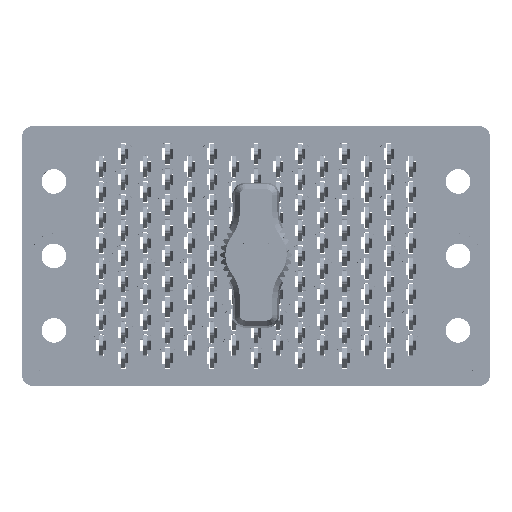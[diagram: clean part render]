
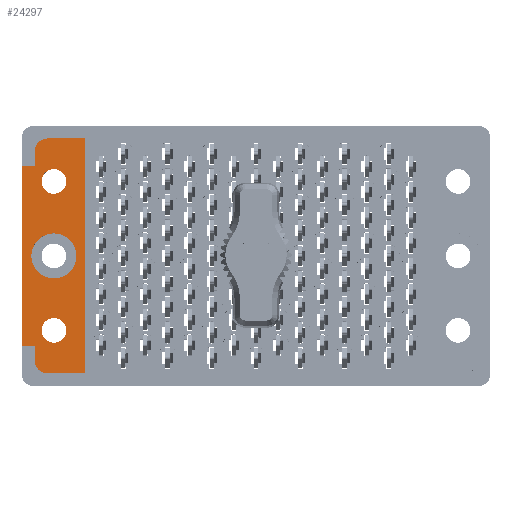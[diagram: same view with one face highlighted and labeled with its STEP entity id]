
A CAD part, top view. The second image highlights one B-rep face of the part: STEP entity #24297.
In plain terms, the highlighted planar face has unit normal (0, 0, 1).
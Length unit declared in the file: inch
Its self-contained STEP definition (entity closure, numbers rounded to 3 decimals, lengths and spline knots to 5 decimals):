
#1367 = AXIS2_PLACEMENT_3D ( 'NONE', #81092, #89423, #58975 ) ;
#1412 = CIRCLE ( 'NONE', #91069, 0.075 ) ;
#1822 = AXIS2_PLACEMENT_3D ( 'NONE', #103086, #86366, #94715 ) ;
#2850 = VECTOR ( 'NONE', #60011, 39.37008 ) ;
#3068 = EDGE_CURVE ( 'NONE', #20661, #24795, #101524, .T. ) ;
#3324 = FACE_BOUND ( 'NONE', #26342, .T. ) ;
#4092 = CIRCLE ( 'NONE', #81245, 0.0725 ) ;
#4310 = EDGE_CURVE ( 'NONE', #19648, #20661, #10761, .T. ) ;
#4825 = CARTESIAN_POINT ( 'NONE',  ( 0., -0.5285, -0.117 ) ) ;
#4893 = ORIENTED_EDGE ( 'NONE', *, *, #4310, .T. ) ;
#4970 = DIRECTION ( 'NONE',  ( 1., 0., 0. ) ) ;
#7218 = FACE_BOUND ( 'NONE', #21926, .T. ) ;
#9057 = ORIENTED_EDGE ( 'NONE', *, *, #22347, .F. ) ;
#10103 = CARTESIAN_POINT ( 'NONE',  ( -1.005, 0.69, -0.117 ) ) ;
#10402 = AXIS2_PLACEMENT_3D ( 'NONE', #90879, #24771, #75306 ) ;
#10761 = LINE ( 'NONE', #15757, #30153 ) ;
#11403 = VECTOR ( 'NONE', #69204, 39.37008 ) ;
#11893 = LINE ( 'NONE', #95113, #54457 ) ;
#12925 = AXIS2_PLACEMENT_3D ( 'NONE', #38823, #46799, #4970 ) ;
#13959 = LINE ( 'NONE', #52538, #99293 ) ;
#15757 = CARTESIAN_POINT ( 'NONE',  ( -1.005, 0.7625, -0.117 ) ) ;
#17940 = CARTESIAN_POINT ( 'NONE',  ( -1.3, 0.615, -0.117 ) ) ;
#18322 = DIRECTION ( 'NONE',  ( 0., 0., 1. ) ) ;
#18787 = FACE_BOUND ( 'NONE', #42454, .T. ) ;
#19105 = VERTEX_POINT ( 'NONE', #66457 ) ;
#19648 = VERTEX_POINT ( 'NONE', #75355 ) ;
#20661 = VERTEX_POINT ( 'NONE', #10103 ) ;
#21027 = CARTESIAN_POINT ( 'NONE',  ( -1.3, 0.5285, -0.117 ) ) ;
#21544 = CARTESIAN_POINT ( 'NONE',  ( -1.055, 0., -0.117 ) ) ;
#21576 = EDGE_CURVE ( 'NONE', #67994, #43867, #42338, .T. ) ;
#21913 = CARTESIAN_POINT ( 'NONE',  ( -1.375, 0.5285, -0.117 ) ) ;
#21926 = EDGE_LOOP ( 'NONE', ( #40671, #40062 ) ) ;
#22347 = EDGE_CURVE ( 'NONE', #19105, #23310, #35747, .T. ) ;
#23310 = VERTEX_POINT ( 'NONE', #60173 ) ;
#24297 = ADVANCED_FACE ( 'NONE', ( #3324, #18787, #7218, #35553 ), #68188, .T. ) ;
#24298 = VERTEX_POINT ( 'NONE', #102579 ) ;
#24372 = CARTESIAN_POINT ( 'NONE',  ( 0., 0.69, -0.117 ) ) ;
#24771 = DIRECTION ( 'NONE',  ( 0., 0., 1. ) ) ;
#24795 = VERTEX_POINT ( 'NONE', #86492 ) ;
#26342 = EDGE_LOOP ( 'NONE', ( #90258, #64574 ) ) ;
#27520 = DIRECTION ( 'NONE',  ( 1., 0., 0. ) ) ;
#27614 = CARTESIAN_POINT ( 'NONE',  ( -1.115, -0.4375, -0.117 ) ) ;
#27843 = EDGE_CURVE ( 'NONE', #46994, #43528, #44193, .T. ) ;
#28183 = ORIENTED_EDGE ( 'NONE', *, *, #21576, .T. ) ;
#29819 = CARTESIAN_POINT ( 'NONE',  ( -1.375, 0.7625, -0.117 ) ) ;
#30153 = VECTOR ( 'NONE', #84528, 39.37008 ) ;
#32399 = EDGE_LOOP ( 'NONE', ( #40149, #74205, #87676, #28183, #68252, #9057, #106748, #38642, #38379, #4893 ) ) ;
#34916 = CARTESIAN_POINT ( 'NONE',  ( 0., 0.5285, -0.117 ) ) ;
#35184 = VERTEX_POINT ( 'NONE', #17940 ) ;
#35239 = CARTESIAN_POINT ( 'NONE',  ( -1.1875, 0.4375, -0.117 ) ) ;
#35553 = FACE_OUTER_BOUND ( 'NONE', #32399, .T. ) ;
#35747 = LINE ( 'NONE', #4825, #38326 ) ;
#36241 = AXIS2_PLACEMENT_3D ( 'NONE', #88171, #89609, #106317 ) ;
#36277 = CARTESIAN_POINT ( 'NONE',  ( -1.225, -0.69, -0.117 ) ) ;
#37511 = VECTOR ( 'NONE', #46390, 39.37008 ) ;
#37513 = EDGE_CURVE ( 'NONE', #43528, #46994, #77496, .T. ) ;
#38326 = VECTOR ( 'NONE', #79534, 39.37008 ) ;
#38379 = ORIENTED_EDGE ( 'NONE', *, *, #64707, .F. ) ;
#38642 = ORIENTED_EDGE ( 'NONE', *, *, #86479, .T. ) ;
#38687 = VERTEX_POINT ( 'NONE', #72621 ) ;
#38823 = CARTESIAN_POINT ( 'NONE',  ( -1.1875, 0., -0.117 ) ) ;
#38950 = CARTESIAN_POINT ( 'NONE',  ( -1.26, 0.4375, -0.117 ) ) ;
#40062 = ORIENTED_EDGE ( 'NONE', *, *, #54388, .F. ) ;
#40149 = ORIENTED_EDGE ( 'NONE', *, *, #3068, .T. ) ;
#40671 = ORIENTED_EDGE ( 'NONE', *, *, #43901, .F. ) ;
#42338 = LINE ( 'NONE', #34916, #11403 ) ;
#42454 = EDGE_LOOP ( 'NONE', ( #77969, #80837 ) ) ;
#43528 = VERTEX_POINT ( 'NONE', #38950 ) ;
#43597 = DIRECTION ( 'NONE',  ( 0., 0., 1. ) ) ;
#43867 = VERTEX_POINT ( 'NONE', #21913 ) ;
#43901 = EDGE_CURVE ( 'NONE', #96987, #24298, #99363, .T. ) ;
#44193 = CIRCLE ( 'NONE', #10402, 0.0725 ) ;
#44878 = CIRCLE ( 'NONE', #1822, 0.075 ) ;
#46390 = DIRECTION ( 'NONE',  ( 0., -1., 0. ) ) ;
#46688 = LINE ( 'NONE', #68340, #2850 ) ;
#46799 = DIRECTION ( 'NONE',  ( 0., 0., 1. ) ) ;
#46994 = VERTEX_POINT ( 'NONE', #55906 ) ;
#48124 = VERTEX_POINT ( 'NONE', #80949 ) ;
#48496 = VECTOR ( 'NONE', #48915, 39.37008 ) ;
#48915 = DIRECTION ( 'NONE',  ( -1., 0., 0. ) ) ;
#51144 = CARTESIAN_POINT ( 'NONE',  ( -1.1875, -0.4375, -0.117 ) ) ;
#52339 = EDGE_CURVE ( 'NONE', #43867, #23310, #65918, .T. ) ;
#52538 = CARTESIAN_POINT ( 'NONE',  ( -1.3, 0., -0.117 ) ) ;
#54388 = EDGE_CURVE ( 'NONE', #24298, #96987, #103011, .T. ) ;
#54457 = VECTOR ( 'NONE', #103484, 39.37008 ) ;
#55906 = CARTESIAN_POINT ( 'NONE',  ( -1.115, 0.4375, -0.117 ) ) ;
#58468 = EDGE_CURVE ( 'NONE', #89063, #38687, #4092, .T. ) ;
#58975 = DIRECTION ( 'NONE',  ( 1., 0., 0. ) ) ;
#60011 = DIRECTION ( 'NONE',  ( 0., -1., 0. ) ) ;
#60050 = EDGE_CURVE ( 'NONE', #24795, #35184, #1412, .T. ) ;
#60119 = DIRECTION ( 'NONE',  ( 1., 0., 0. ) ) ;
#60173 = CARTESIAN_POINT ( 'NONE',  ( -1.375, -0.5285, -0.117 ) ) ;
#64574 = ORIENTED_EDGE ( 'NONE', *, *, #27843, .F. ) ;
#64707 = EDGE_CURVE ( 'NONE', #19648, #73228, #11893, .T. ) ;
#65918 = LINE ( 'NONE', #29819, #37511 ) ;
#66457 = CARTESIAN_POINT ( 'NONE',  ( -1.3, -0.5285, -0.117 ) ) ;
#67032 = EDGE_CURVE ( 'NONE', #35184, #67994, #13959, .T. ) ;
#67994 = VERTEX_POINT ( 'NONE', #21027 ) ;
#68188 = PLANE ( 'NONE',  #83468 ) ;
#68252 = ORIENTED_EDGE ( 'NONE', *, *, #52339, .T. ) ;
#68340 = CARTESIAN_POINT ( 'NONE',  ( -1.3, 0., -0.117 ) ) ;
#69204 = DIRECTION ( 'NONE',  ( -1., 0., 0. ) ) ;
#72621 = CARTESIAN_POINT ( 'NONE',  ( -1.26, -0.4375, -0.117 ) ) ;
#73228 = VERTEX_POINT ( 'NONE', #36277 ) ;
#74205 = ORIENTED_EDGE ( 'NONE', *, *, #60050, .T. ) ;
#75306 = DIRECTION ( 'NONE',  ( 1., 0., 0. ) ) ;
#75355 = CARTESIAN_POINT ( 'NONE',  ( -1.005, -0.69, -0.117 ) ) ;
#76987 = CARTESIAN_POINT ( 'NONE',  ( -1.225, 0.615, -0.117 ) ) ;
#77496 = CIRCLE ( 'NONE', #99686, 0.0725 ) ;
#77538 = CIRCLE ( 'NONE', #36241, 0.0725 ) ;
#77969 = ORIENTED_EDGE ( 'NONE', *, *, #84910, .F. ) ;
#79534 = DIRECTION ( 'NONE',  ( -1., 0., 0. ) ) ;
#80837 = ORIENTED_EDGE ( 'NONE', *, *, #58468, .F. ) ;
#80949 = CARTESIAN_POINT ( 'NONE',  ( -1.3, -0.615, -0.117 ) ) ;
#81092 = CARTESIAN_POINT ( 'NONE',  ( -1.1875, 0., -0.117 ) ) ;
#81245 = AXIS2_PLACEMENT_3D ( 'NONE', #51144, #18322, #93783 ) ;
#83272 = DIRECTION ( 'NONE',  ( 0., 0., 1. ) ) ;
#83468 = AXIS2_PLACEMENT_3D ( 'NONE', #84797, #43597, #85869 ) ;
#84350 = DIRECTION ( 'NONE',  ( 0., -1., 0. ) ) ;
#84528 = DIRECTION ( 'NONE',  ( 0., 1., 0. ) ) ;
#84797 = CARTESIAN_POINT ( 'NONE',  ( -1.375, -0.7625, -0.117 ) ) ;
#84910 = EDGE_CURVE ( 'NONE', #38687, #89063, #77538, .T. ) ;
#85869 = DIRECTION ( 'NONE',  ( 1., 0., 0. ) ) ;
#86366 = DIRECTION ( 'NONE',  ( 0., 0., 1. ) ) ;
#86479 = EDGE_CURVE ( 'NONE', #48124, #73228, #44878, .T. ) ;
#86492 = CARTESIAN_POINT ( 'NONE',  ( -1.225, 0.69, -0.117 ) ) ;
#87676 = ORIENTED_EDGE ( 'NONE', *, *, #67032, .T. ) ;
#88171 = CARTESIAN_POINT ( 'NONE',  ( -1.1875, -0.4375, -0.117 ) ) ;
#89063 = VERTEX_POINT ( 'NONE', #27614 ) ;
#89423 = DIRECTION ( 'NONE',  ( 0., 0., 1. ) ) ;
#89609 = DIRECTION ( 'NONE',  ( 0., 0., 1. ) ) ;
#90258 = ORIENTED_EDGE ( 'NONE', *, *, #37513, .F. ) ;
#90879 = CARTESIAN_POINT ( 'NONE',  ( -1.1875, 0.4375, -0.117 ) ) ;
#91069 = AXIS2_PLACEMENT_3D ( 'NONE', #76987, #92542, #27520 ) ;
#92542 = DIRECTION ( 'NONE',  ( 0., 0., 1. ) ) ;
#93783 = DIRECTION ( 'NONE',  ( 1., 0., 0. ) ) ;
#94715 = DIRECTION ( 'NONE',  ( 1., 0., 0. ) ) ;
#95113 = CARTESIAN_POINT ( 'NONE',  ( 0., -0.69, -0.117 ) ) ;
#96987 = VERTEX_POINT ( 'NONE', #21544 ) ;
#99293 = VECTOR ( 'NONE', #84350, 39.37008 ) ;
#99363 = CIRCLE ( 'NONE', #12925, 0.1325 ) ;
#99686 = AXIS2_PLACEMENT_3D ( 'NONE', #35239, #83272, #60119 ) ;
#101524 = LINE ( 'NONE', #24372, #48496 ) ;
#102579 = CARTESIAN_POINT ( 'NONE',  ( -1.32, 0., -0.117 ) ) ;
#103011 = CIRCLE ( 'NONE', #1367, 0.1325 ) ;
#103086 = CARTESIAN_POINT ( 'NONE',  ( -1.225, -0.615, -0.117 ) ) ;
#103484 = DIRECTION ( 'NONE',  ( -1., 0., 0. ) ) ;
#106317 = DIRECTION ( 'NONE',  ( 1., 0., 0. ) ) ;
#106714 = EDGE_CURVE ( 'NONE', #19105, #48124, #46688, .T. ) ;
#106748 = ORIENTED_EDGE ( 'NONE', *, *, #106714, .T. ) ;
